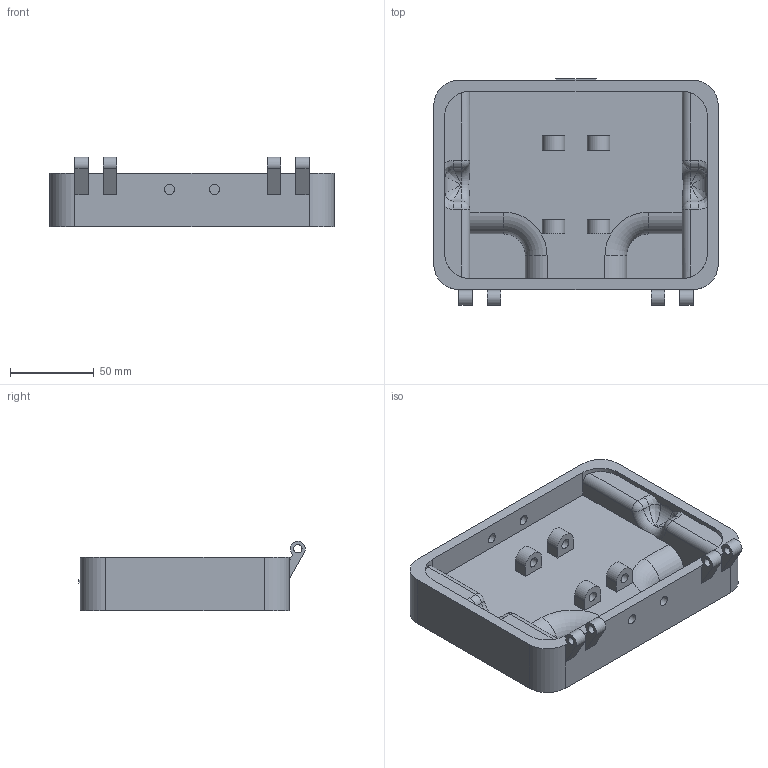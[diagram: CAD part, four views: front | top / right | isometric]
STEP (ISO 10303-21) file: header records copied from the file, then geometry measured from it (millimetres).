
FILE_DESCRIPTION(/* description */ ('STEP AP242','CAx-IF Rec.Pracs.---Representation and Presentation of Product Manufacturing Information (PMI)---4.0---2014-10-13','CAx-IF Rec.Pracs.---3D Tessellated Geometry---0.4---2014-09-14','2;1'),/* implementation_level */ '2;1');
FILE_NAME(/* name */ '669ffd4be7922105cbc3f6b7',/* time_stamp */ '2024-07-23T18:58:20Z',/* author */ (''),/* organization */ (''),/* preprocessor_version */ 'ST-DEVELOPER v20',/* originating_system */ ' ',/* authorisation */ ' ');
FILE_SCHEMA (('AP242_MANAGED_MODEL_BASED_3D_ENGINEERING_MIM_LF { 1 0 10303 442 1 1 4 }'));
Length unit declared in the file: metre
Products named in the file (5): Part 5; Part 4; Part 3; Part 2; Part 1
Bounding box: 170 x 135.5 x 41.5 mm (x, y, z)
Volume: 405476.9 mm3; surface area: 76082.1 mm2
Topology: 5 solids, 5 shells, 126 faces, 316 edges, 200 vertices
Faces by surface type: plane 64, cylinder 46, bspline 8, torus 4, sphere 4
Full cylindrical faces by diameter (mm): 5 x4, 6 x8
Entity records: 3942 total; most frequent: CARTESIAN_POINT 909, DIRECTION 610, ORIENTED_EDGE 572, EDGE_CURVE 286, AXIS2_PLACEMENT_3D 223, VERTEX_POINT 190, EDGE_LOOP 166, FACE_BOUND 166
